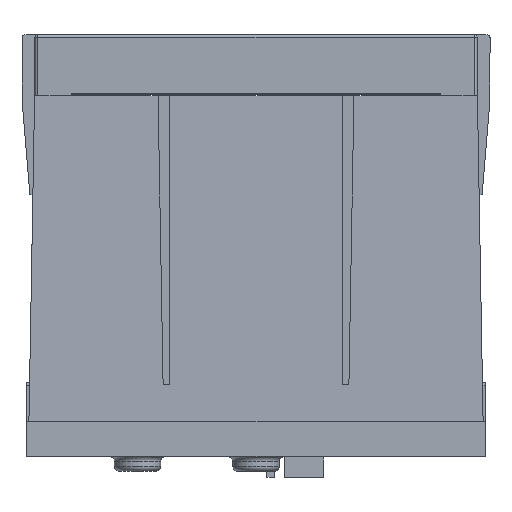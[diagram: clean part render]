
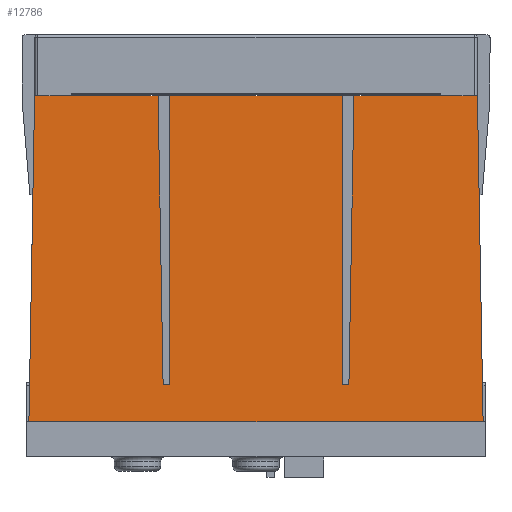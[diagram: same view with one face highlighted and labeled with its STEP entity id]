
A CAD part, top view. The second image highlights one B-rep face of the part: STEP entity #12786.
In plain terms, the highlighted planar face has unit normal (0, 0.018, 1).
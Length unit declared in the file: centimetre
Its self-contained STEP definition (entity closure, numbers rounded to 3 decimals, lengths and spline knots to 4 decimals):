
#1293=FACE_OUTER_BOUND($,#1999,.T.);
#1999=EDGE_LOOP($,(#11557,#11558,#11559,#11560,#11561,#11562,#11563,#11564,
#11565,#11566,#11567,#11568,#11569,#11570,#11571,#11572));
#2202=LINE($,#17702,#3664);
#2204=LINE($,#17706,#3666);
#2205=LINE($,#17708,#3667);
#2207=LINE($,#17712,#3669);
#2209=LINE($,#17716,#3671);
#2210=LINE($,#17718,#3672);
#2440=LINE($,#18290,#3902);
#2499=LINE($,#18424,#3961);
#2882=LINE($,#20117,#4344);
#2891=LINE($,#20134,#4353);
#2892=LINE($,#20135,#4354);
#2893=LINE($,#20136,#4355);
#2899=LINE($,#20145,#4361);
#3078=LINE($,#20649,#4540);
#3304=LINE($,#21251,#4766);
#3394=LINE($,#21622,#4856);
#3664=VECTOR($,#14097,2.9209);
#3666=VECTOR($,#14101,0.066);
#3667=VECTOR($,#14104,2.9204);
#3669=VECTOR($,#14108,2.9204);
#3671=VECTOR($,#14112,0.066);
#3672=VECTOR($,#14115,2.9209);
#3902=VECTOR($,#14513,0.37);
#3961=VECTOR($,#14600,0.37);
#4344=VECTOR($,#15827,0.0024);
#4353=VECTOR($,#15842,0.878);
#4354=VECTOR($,#15843,1.75);
#4355=VECTOR($,#15844,0.878);
#4361=VECTOR($,#15852,0.0024);
#4540=VECTOR($,#16269,4.6);
#4766=VECTOR($,#16801,3.301);
#4856=VECTOR($,#16963,3.301);
#4949=VERTEX_POINT($,#17228);
#4951=VERTEX_POINT($,#17231);
#5109=VERTEX_POINT($,#17583);
#5111=VERTEX_POINT($,#17586);
#5146=VERTEX_POINT($,#17700);
#5147=VERTEX_POINT($,#17704);
#5148=VERTEX_POINT($,#17710);
#5149=VERTEX_POINT($,#17714);
#5187=VERTEX_POINT($,#17832);
#5190=VERTEX_POINT($,#17840);
#5335=VERTEX_POINT($,#18288);
#5336=VERTEX_POINT($,#18289);
#5396=VERTEX_POINT($,#18422);
#5397=VERTEX_POINT($,#18423);
#5743=VERTEX_POINT($,#20116);
#5750=VERTEX_POINT($,#20143);
#6329=EDGE_CURVE($,#5109,#5146,#2202,.T.);
#6331=EDGE_CURVE($,#5147,#5146,#2204,.T.);
#6332=EDGE_CURVE($,#5111,#5147,#2205,.T.);
#6334=EDGE_CURVE($,#4949,#5148,#2207,.T.);
#6336=EDGE_CURVE($,#5149,#5148,#2209,.T.);
#6337=EDGE_CURVE($,#4951,#5149,#2210,.T.);
#6593=EDGE_CURVE($,#5335,#5336,#2440,.T.);
#6655=EDGE_CURVE($,#5396,#5397,#2499,.T.);
#7257=EDGE_CURVE($,#5743,#5396,#2882,.T.);
#7266=EDGE_CURVE($,#4951,#5335,#2891,.T.);
#7267=EDGE_CURVE($,#5111,#4949,#2892,.T.);
#7268=EDGE_CURVE($,#5397,#5109,#2893,.T.);
#7274=EDGE_CURVE($,#5336,#5750,#2899,.T.);
#7502=EDGE_CURVE($,#5190,#5187,#3078,.T.);
#7762=EDGE_CURVE($,#5187,#5743,#3304,.T.);
#7865=EDGE_CURVE($,#5750,#5190,#3394,.T.);
#11557=ORIENTED_EDGE($,*,*,#7266,.T.);
#11558=ORIENTED_EDGE($,*,*,#6593,.T.);
#11559=ORIENTED_EDGE($,*,*,#7274,.T.);
#11560=ORIENTED_EDGE($,*,*,#7865,.T.);
#11561=ORIENTED_EDGE($,*,*,#7502,.T.);
#11562=ORIENTED_EDGE($,*,*,#7762,.T.);
#11563=ORIENTED_EDGE($,*,*,#7257,.T.);
#11564=ORIENTED_EDGE($,*,*,#6655,.T.);
#11565=ORIENTED_EDGE($,*,*,#7268,.T.);
#11566=ORIENTED_EDGE($,*,*,#6329,.T.);
#11567=ORIENTED_EDGE($,*,*,#6331,.F.);
#11568=ORIENTED_EDGE($,*,*,#6332,.F.);
#11569=ORIENTED_EDGE($,*,*,#7267,.T.);
#11570=ORIENTED_EDGE($,*,*,#6334,.T.);
#11571=ORIENTED_EDGE($,*,*,#6336,.F.);
#11572=ORIENTED_EDGE($,*,*,#6337,.F.);
#12118=PLANE($,#13764);
#12786=ADVANCED_FACE($,(#1293),#12118,.T.);
#13764=AXIS2_PLACEMENT_3D($,#21776,#17139,#17140);
#14097=DIRECTION($,(-0.017,-1.,0.017));
#14101=DIRECTION($,(1.,0.,0.));
#14104=DIRECTION($,(0.,-1.,0.017));
#14108=DIRECTION($,(0.,-1.,0.017));
#14112=DIRECTION($,(1.,0.,0.));
#14115=DIRECTION($,(0.017,-1.,0.017));
#14513=DIRECTION($,(-1.,0.,0.));
#14600=DIRECTION($,(-1.,0.,0.));
#15827=DIRECTION($,(-1.,0.,0.));
#15842=DIRECTION($,(-1.,0.,0.));
#15843=DIRECTION($,(-1.,0.,0.));
#15844=DIRECTION($,(-1.,0.,0.));
#15852=DIRECTION($,(-1.,0.,0.));
#16269=DIRECTION($,(1.,0.,0.));
#16801=DIRECTION($,(-0.017,1.,-0.017));
#16963=DIRECTION($,(-0.017,-1.,0.017));
#17139=DIRECTION('center_axis',(0.,0.017,
1.));
#17140=DIRECTION('ref_axis',(1.,0.,0.));
#17228=CARTESIAN_POINT('',(-4.082,-1.0567,1.4324));
#17231=CARTESIAN_POINT('',(-4.199,-1.0567,1.4324));
#17583=CARTESIAN_POINT('',(-2.215,-1.0567,1.4324));
#17586=CARTESIAN_POINT('',(-2.332,-1.0567,1.4324));
#17700=CARTESIAN_POINT('',(-2.266,-3.9767,1.4834));
#17702=CARTESIAN_POINT($,(-2.215,-1.0567,1.4324));
#17704=CARTESIAN_POINT('',(-2.332,-3.9767,1.4834));
#17706=CARTESIAN_POINT($,(-2.332,-3.9767,1.4834));
#17708=CARTESIAN_POINT($,(-2.332,-1.0567,1.4324));
#17710=CARTESIAN_POINT('',(-4.082,-3.9767,1.4834));
#17712=CARTESIAN_POINT($,(-4.082,-1.0567,1.4324));
#17714=CARTESIAN_POINT('',(-4.1481,-3.9767,1.4834));
#17716=CARTESIAN_POINT($,(-4.1481,-3.9767,1.4834));
#17718=CARTESIAN_POINT($,(-4.199,-1.0567,1.4324));
#17832=CARTESIAN_POINT('',(-0.907,-4.3567,1.49));
#17840=CARTESIAN_POINT('',(-5.507,-4.3567,1.49));
#18288=CARTESIAN_POINT('',(-5.077,-1.0567,1.4324));
#18289=CARTESIAN_POINT('',(-5.447,-1.0567,1.4324));
#18290=CARTESIAN_POINT($,(-4.199,-1.0567,1.4324));
#18422=CARTESIAN_POINT('',(-0.967,-1.0567,1.4324));
#18423=CARTESIAN_POINT('',(-1.337,-1.0567,1.4324));
#18424=CARTESIAN_POINT($,(-0.9646,-1.0567,1.4324));
#20116=CARTESIAN_POINT('',(-0.9646,-1.0567,1.4324));
#20117=CARTESIAN_POINT($,(-0.9646,-1.0567,1.4324));
#20134=CARTESIAN_POINT($,(-4.199,-1.0567,1.4324));
#20135=CARTESIAN_POINT($,(-2.332,-1.0567,1.4324));
#20136=CARTESIAN_POINT($,(-0.9646,-1.0567,1.4324));
#20143=CARTESIAN_POINT('',(-5.4494,-1.0567,1.4324));
#20145=CARTESIAN_POINT($,(-4.199,-1.0567,1.4324));
#20649=CARTESIAN_POINT($,(-5.507,-4.3567,1.49));
#21251=CARTESIAN_POINT($,(-0.907,-4.3567,1.49));
#21622=CARTESIAN_POINT($,(-5.4494,-1.0567,1.4324));
#21776=CARTESIAN_POINT('Origin',(-5.737,-4.5217,1.4929));
